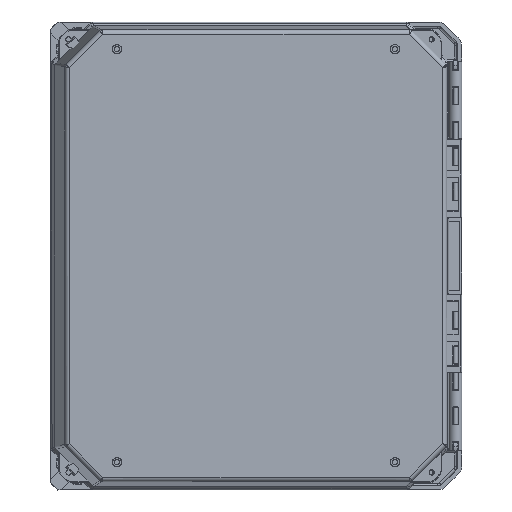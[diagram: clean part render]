
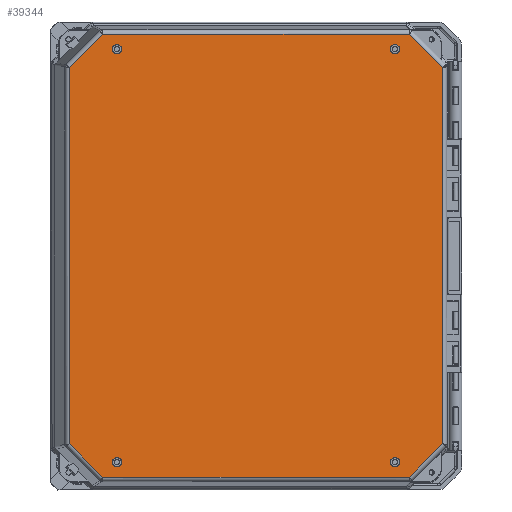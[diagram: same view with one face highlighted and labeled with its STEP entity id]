
A CAD part, top view. The second image highlights one B-rep face of the part: STEP entity #39344.
In plain terms, the highlighted face is planar.
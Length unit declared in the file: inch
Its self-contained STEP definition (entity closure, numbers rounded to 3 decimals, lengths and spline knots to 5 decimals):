
#96 = DIRECTION ( 'NONE',  ( 0., -1., -0.017 ) ) ;
#126 = ORIENTED_EDGE ( 'NONE', *, *, #33987, .T. ) ;
#1053 = CARTESIAN_POINT ( 'NONE',  ( 0.53487, 0.67073, -6.30994 ) ) ;
#1408 = VERTEX_POINT ( 'NONE', #70793 ) ;
#1893 = CARTESIAN_POINT ( 'NONE',  ( -0.42014, 12.45036, -6.08768 ) ) ;
#1991 = ORIENTED_EDGE ( 'NONE', *, *, #33439, .T. ) ;
#2596 = VERTEX_POINT ( 'NONE', #79727 ) ;
#3793 = CARTESIAN_POINT ( 'NONE',  ( -8.83114, 12.01843, -5.94838 ) ) ;
#4376 = ORIENTED_EDGE ( 'NONE', *, *, #33545, .T. ) ;
#4928 = LINE ( 'NONE', #67312, #31025 ) ;
#4951 = FACE_OUTER_BOUND ( 'NONE', #27478, .T. ) ;
#5544 = VERTEX_POINT ( 'NONE', #15881 ) ;
#6263 = CARTESIAN_POINT ( 'NONE',  ( -8.83114, 0.14224, -6.15565 ) ) ;
#6949 = CARTESIAN_POINT ( 'NONE',  ( -8.4392, -0.28702, -6.16999 ) ) ;
#7125 = CIRCLE ( 'NONE', #32833, 0.136 ) ;
#9119 = CARTESIAN_POINT ( 'NONE',  ( -8.4392, 12.44792, -5.94773 ) ) ;
#9143 = DIRECTION ( 'NONE',  ( -0.707, -0.707, 0. ) ) ;
#9281 = AXIS2_PLACEMENT_3D ( 'NONE', #60319, #54479, #65072 ) ;
#9336 = EDGE_CURVE ( 'NONE', #83597, #46173, #51832, .T. ) ;
#11641 = EDGE_LOOP ( 'NONE', ( #87337, #82167 ) ) ;
#11678 = PLANE ( 'NONE',  #19655 ) ;
#12050 = EDGE_CURVE ( 'NONE', #53986, #86474, #21723, .T. ) ;
#12399 = VERTEX_POINT ( 'NONE', #56620 ) ;
#12723 = AXIS2_PLACEMENT_3D ( 'NONE', #70353, #22326, #14718 ) ;
#12912 = CARTESIAN_POINT ( 'NONE',  ( -0.42014, -0.28458, -6.30994 ) ) ;
#13452 = VERTEX_POINT ( 'NONE', #58373 ) ;
#14128 = DIRECTION ( 'NONE',  ( -1., 0., 0.017 ) ) ;
#14718 = DIRECTION ( 'NONE',  ( 0., -1., -0.017 ) ) ;
#15020 = CARTESIAN_POINT ( 'NONE',  ( -8.83114, 12.01843, -5.94838 ) ) ;
#15881 = CARTESIAN_POINT ( 'NONE',  ( -0.83236, 11.88488, -6.09035 ) ) ;
#17265 = DIRECTION ( 'NONE',  ( 0.017, -0.017, 1. ) ) ;
#18402 = CARTESIAN_POINT ( 'NONE',  ( -8.83114, 12.15441, -5.94601 ) ) ;
#18727 = DIRECTION ( 'NONE',  ( 0., -1., -0.017 ) ) ;
#19297 = DIRECTION ( 'NONE',  ( -1., 0., 0.017 ) ) ;
#19655 = AXIS2_PLACEMENT_3D ( 'NONE', #87947, #27357, #19297 ) ;
#20204 = CARTESIAN_POINT ( 'NONE',  ( -0.83236, 12.15684, -6.08561 ) ) ;
#20371 = VECTOR ( 'NONE', #14128, 39.37008 ) ;
#21723 = LINE ( 'NONE', #63026, #64108 ) ;
#22169 = AXIS2_PLACEMENT_3D ( 'NONE', #6263, #25557, #87482 ) ;
#22326 = DIRECTION ( 'NONE',  ( 0.017, -0.017, 1. ) ) ;
#22401 = EDGE_CURVE ( 'NONE', #46173, #39139, #71446, .T. ) ;
#22758 = CIRCLE ( 'NONE', #72892, 0.136 ) ;
#23061 = DIRECTION ( 'NONE',  ( 0., 1., 0.017 ) ) ;
#24433 = DIRECTION ( 'NONE',  ( 0.707, 0.707, 0. ) ) ;
#25557 = DIRECTION ( 'NONE',  ( 0.017, -0.017, 1. ) ) ;
#26700 = ORIENTED_EDGE ( 'NONE', *, *, #44061, .T. ) ;
#27357 = DIRECTION ( 'NONE',  ( -0.017, 0.017, -1. ) ) ;
#27478 = EDGE_LOOP ( 'NONE', ( #4376, #67874, #37223, #86775, #26700, #126, #75918, #54834 ) ) ;
#28974 = ORIENTED_EDGE ( 'NONE', *, *, #53810, .T. ) ;
#29535 = EDGE_CURVE ( 'NONE', #55536, #5544, #50025, .T. ) ;
#29746 = LINE ( 'NONE', #1053, #50726 ) ;
#31025 = VECTOR ( 'NONE', #32263, 39.37008 ) ;
#32263 = DIRECTION ( 'NONE',  ( 0.707, -0.707, -0.025 ) ) ;
#32833 = AXIS2_PLACEMENT_3D ( 'NONE', #85323, #78182, #78617 ) ;
#33439 = EDGE_CURVE ( 'NONE', #84135, #13452, #57843, .T. ) ;
#33466 = VECTOR ( 'NONE', #23061, 39.37008 ) ;
#33545 = EDGE_CURVE ( 'NONE', #86474, #83597, #70218, .T. ) ;
#33987 = EDGE_CURVE ( 'NONE', #1408, #82284, #29746, .T. ) ;
#34651 = VERTEX_POINT ( 'NONE', #42114 ) ;
#34683 = CARTESIAN_POINT ( 'NONE',  ( 0.53487, 6.08318, -6.21548 ) ) ;
#35059 = AXIS2_PLACEMENT_3D ( 'NONE', #3793, #17265, #65279 ) ;
#35802 = VECTOR ( 'NONE', #46825, 39.37008 ) ;
#36095 = CARTESIAN_POINT ( 'NONE',  ( -10.19837, 6.07991, -6.02816 ) ) ;
#37223 = ORIENTED_EDGE ( 'NONE', *, *, #22401, .T. ) ;
#37875 = CARTESIAN_POINT ( 'NONE',  ( -10.19837, 11.49237, -5.9337 ) ) ;
#39139 = VERTEX_POINT ( 'NONE', #1893 ) ;
#39344 = ADVANCED_FACE ( 'NONE', ( #4951, #61493, #67784, #74501, #61043 ), #11678, .T. ) ;
#40922 = DIRECTION ( 'NONE',  ( 0.017, -0.017, 1. ) ) ;
#40978 = ORIENTED_EDGE ( 'NONE', *, *, #70449, .T. ) ;
#42114 = CARTESIAN_POINT ( 'NONE',  ( -8.69516, 0.14228, -6.15802 ) ) ;
#42175 = CARTESIAN_POINT ( 'NONE',  ( -0.69638, 0.14471, -6.29762 ) ) ;
#42370 = DIRECTION ( 'NONE',  ( 0.017, -0.017, 1. ) ) ;
#43236 = DIRECTION ( 'NONE',  ( -0.707, 0.707, 0.025 ) ) ;
#44061 = EDGE_CURVE ( 'NONE', #2596, #1408, #74199, .T. ) ;
#45083 = VERTEX_POINT ( 'NONE', #42175 ) ;
#46173 = VERTEX_POINT ( 'NONE', #54005 ) ;
#46825 = DIRECTION ( 'NONE',  ( 0., -1., -0.017 ) ) ;
#49942 = DIRECTION ( 'NONE',  ( 1., 0., -0.017 ) ) ;
#50005 = LINE ( 'NONE', #6949, #20371 ) ;
#50025 = CIRCLE ( 'NONE', #12723, 0.136 ) ;
#50726 = VECTOR ( 'NONE', #9143, 39.37008 ) ;
#51832 = LINE ( 'NONE', #37875, #52520 ) ;
#52392 = EDGE_CURVE ( 'NONE', #45083, #57573, #57820, .T. ) ;
#52520 = VECTOR ( 'NONE', #24433, 39.37008 ) ;
#53594 = EDGE_CURVE ( 'NONE', #13452, #84135, #85212, .T. ) ;
#53810 = EDGE_CURVE ( 'NONE', #57573, #45083, #79471, .T. ) ;
#53986 = VERTEX_POINT ( 'NONE', #73108 ) ;
#54005 = CARTESIAN_POINT ( 'NONE',  ( -9.24336, 12.44767, -5.9337 ) ) ;
#54479 = DIRECTION ( 'NONE',  ( 0.017, -0.017, 1. ) ) ;
#54834 = ORIENTED_EDGE ( 'NONE', *, *, #12050, .T. ) ;
#55536 = VERTEX_POINT ( 'NONE', #20204 ) ;
#56458 = AXIS2_PLACEMENT_3D ( 'NONE', #15020, #42370, #18727 ) ;
#56620 = CARTESIAN_POINT ( 'NONE',  ( -8.96712, 0.14219, -6.15328 ) ) ;
#56913 = EDGE_LOOP ( 'NONE', ( #79617, #1991 ) ) ;
#57573 = VERTEX_POINT ( 'NONE', #69514 ) ;
#57820 = CIRCLE ( 'NONE', #87902, 0.136 ) ;
#57843 = CIRCLE ( 'NONE', #56458, 0.136 ) ;
#58373 = CARTESIAN_POINT ( 'NONE',  ( -8.83114, 11.88245, -5.95076 ) ) ;
#60319 = CARTESIAN_POINT ( 'NONE',  ( -0.83236, 0.14467, -6.29525 ) ) ;
#61043 = FACE_BOUND ( 'NONE', #88243, .T. ) ;
#61493 = FACE_BOUND ( 'NONE', #56913, .T. ) ;
#61608 = CARTESIAN_POINT ( 'NONE',  ( -0.83236, 12.02086, -6.08798 ) ) ;
#63026 = CARTESIAN_POINT ( 'NONE',  ( -9.24336, -0.28726, -6.15595 ) ) ;
#64108 = VECTOR ( 'NONE', #43236, 39.37008 ) ;
#65072 = DIRECTION ( 'NONE',  ( 1., 0., -0.017 ) ) ;
#65145 = CIRCLE ( 'NONE', #22169, 0.136 ) ;
#65279 = DIRECTION ( 'NONE',  ( 0., -1., -0.017 ) ) ;
#65557 = ORIENTED_EDGE ( 'NONE', *, *, #52392, .T. ) ;
#67036 = DIRECTION ( 'NONE',  ( 1., 0., -0.017 ) ) ;
#67312 = CARTESIAN_POINT ( 'NONE',  ( -0.42014, 12.45036, -6.08768 ) ) ;
#67784 = FACE_BOUND ( 'NONE', #70348, .T. ) ;
#67874 = ORIENTED_EDGE ( 'NONE', *, *, #9336, .T. ) ;
#69514 = CARTESIAN_POINT ( 'NONE',  ( -0.96834, 0.14463, -6.29288 ) ) ;
#70218 = LINE ( 'NONE', #36095, #33466 ) ;
#70348 = EDGE_LOOP ( 'NONE', ( #65557, #28974 ) ) ;
#70353 = CARTESIAN_POINT ( 'NONE',  ( -0.83236, 12.02086, -6.08798 ) ) ;
#70449 = EDGE_CURVE ( 'NONE', #5544, #55536, #22758, .T. ) ;
#70793 = CARTESIAN_POINT ( 'NONE',  ( 0.53487, 0.67073, -6.30994 ) ) ;
#71446 = LINE ( 'NONE', #9119, #76108 ) ;
#71824 = EDGE_CURVE ( 'NONE', #12399, #34651, #7125, .T. ) ;
#72099 = CARTESIAN_POINT ( 'NONE',  ( -0.83236, 0.14467, -6.29525 ) ) ;
#72892 = AXIS2_PLACEMENT_3D ( 'NONE', #61608, #40922, #96 ) ;
#73108 = CARTESIAN_POINT ( 'NONE',  ( -9.24336, -0.28726, -6.15595 ) ) ;
#74199 = LINE ( 'NONE', #34683, #35802 ) ;
#74501 = FACE_BOUND ( 'NONE', #11641, .T. ) ;
#74557 = ORIENTED_EDGE ( 'NONE', *, *, #29535, .T. ) ;
#75491 = EDGE_CURVE ( 'NONE', #82284, #53986, #50005, .T. ) ;
#75918 = ORIENTED_EDGE ( 'NONE', *, *, #75491, .T. ) ;
#76108 = VECTOR ( 'NONE', #49942, 39.37008 ) ;
#78182 = DIRECTION ( 'NONE',  ( 0.017, -0.017, 1. ) ) ;
#78617 = DIRECTION ( 'NONE',  ( 1., 0., -0.017 ) ) ;
#79471 = CIRCLE ( 'NONE', #9281, 0.136 ) ;
#79617 = ORIENTED_EDGE ( 'NONE', *, *, #53594, .T. ) ;
#79727 = CARTESIAN_POINT ( 'NONE',  ( 0.53487, 11.49564, -6.12102 ) ) ;
#80869 = EDGE_CURVE ( 'NONE', #34651, #12399, #65145, .T. ) ;
#82167 = ORIENTED_EDGE ( 'NONE', *, *, #71824, .T. ) ;
#82284 = VERTEX_POINT ( 'NONE', #12912 ) ;
#83597 = VERTEX_POINT ( 'NONE', #88648 ) ;
#84135 = VERTEX_POINT ( 'NONE', #18402 ) ;
#84701 = EDGE_CURVE ( 'NONE', #39139, #2596, #4928, .T. ) ;
#85200 = CARTESIAN_POINT ( 'NONE',  ( -10.19837, 0.66746, -6.12262 ) ) ;
#85212 = CIRCLE ( 'NONE', #35059, 0.136 ) ;
#85323 = CARTESIAN_POINT ( 'NONE',  ( -8.83114, 0.14224, -6.15565 ) ) ;
#86474 = VERTEX_POINT ( 'NONE', #85200 ) ;
#86775 = ORIENTED_EDGE ( 'NONE', *, *, #84701, .T. ) ;
#87337 = ORIENTED_EDGE ( 'NONE', *, *, #80869, .T. ) ;
#87482 = DIRECTION ( 'NONE',  ( 1., 0., -0.017 ) ) ;
#87902 = AXIS2_PLACEMENT_3D ( 'NONE', #72099, #88098, #67036 ) ;
#87947 = CARTESIAN_POINT ( 'NONE',  ( -8.4392, 6.08045, -6.05886 ) ) ;
#88098 = DIRECTION ( 'NONE',  ( 0.017, -0.017, 1. ) ) ;
#88243 = EDGE_LOOP ( 'NONE', ( #40978, #74557 ) ) ;
#88648 = CARTESIAN_POINT ( 'NONE',  ( -10.19837, 11.49237, -5.9337 ) ) ;
